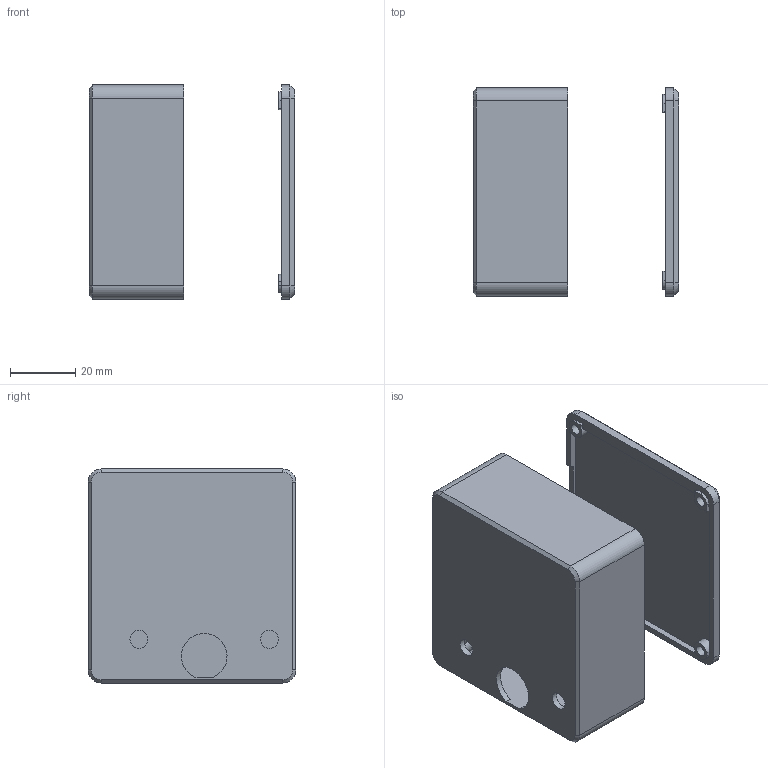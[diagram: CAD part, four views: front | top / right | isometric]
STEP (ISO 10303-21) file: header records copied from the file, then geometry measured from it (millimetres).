
FILE_DESCRIPTION(/* description */ ('','CAx-IF Rec.Pracs.---Representation and Presentation of Product Manufacturing Information (PMI)---4.0---2014-10-13'),/* implementation_level */ '2;1');
FILE_NAME(/* name */ 'Box GilPhilbert.step',/* time_stamp */ '2024-12-14T17:50:08+01:00',/* author */ (''),/* organization */ (''),/* preprocessor_version */ 'ST-DEVELOPER v20',/* originating_system */ 'Autodesk Translation Framework v13.20.0.188',/* authorisation */ '');
FILE_SCHEMA (('AP242_MANAGED_MODEL_BASED_3D_ENGINEERING_MIM_LF { 1 0 10303 442 1 1 4 }'));
Length unit declared in the file: millimetre
Products named in the file (1): (Non salvato)
Bounding box: 63 x 63.68 x 65.6 mm (x, y, z)
Volume: 33176.3 mm3; surface area: 34766.9 mm2
Topology: 2 solids, 2 shells, 146 faces, 382 edges, 248 vertices
Faces by surface type: plane 73, cylinder 65, cone 8
Full cylindrical faces by diameter (mm): 2.8 x7, 3.3 x4, 5.5 x2, 7.2 x1
Entity records: 4572 total; most frequent: DIRECTION 818, CARTESIAN_POINT 777, ORIENTED_EDGE 764, EDGE_CURVE 382, AXIS2_PLACEMENT_3D 289, VERTEX_POINT 248, LINE 240, VECTOR 240
